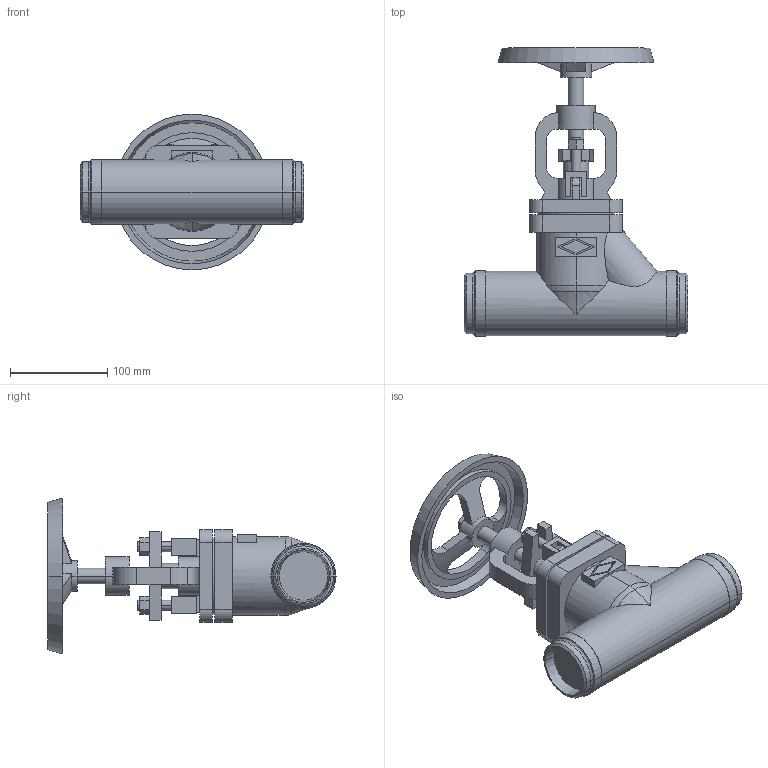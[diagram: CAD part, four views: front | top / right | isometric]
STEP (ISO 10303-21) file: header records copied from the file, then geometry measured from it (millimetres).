
FILE_DESCRIPTION(('OneSpaceDesigner STEP Export'),'2;1');
FILE_NAME('c000001362.stp','2005-01-14T 9:46:47',(''),(''),'OneSpace Designer STEP processor (Jan. 2003) for AP203(Solid Model)','OneSpace Designer 12.01D 09-Jul-2004 (C) CoCreate Software GmbH','');
FILE_SCHEMA(('CONFIG_CONTROL_DESIGN'));
Length unit declared in the file: millimetre
Products named in the file (1): 1
Bounding box: 230 x 296.02 x 160 mm (x, y, z)
Volume: 1638794.3 mm3; surface area: 184782.9 mm2
Topology: 1 solids, 1 shells, 246 faces, 633 edges, 409 vertices
Faces by surface type: plane 124, cylinder 80, cone 34, torus 8
Entity records: 7457 total; most frequent: CARTESIAN_POINT 1752, ORIENTED_EDGE 1266, DIRECTION 1060, EDGE_CURVE 633, VERTEX_POINT 409, VECTOR 364, LINE 364, AXIS2_PLACEMENT_3D 348
